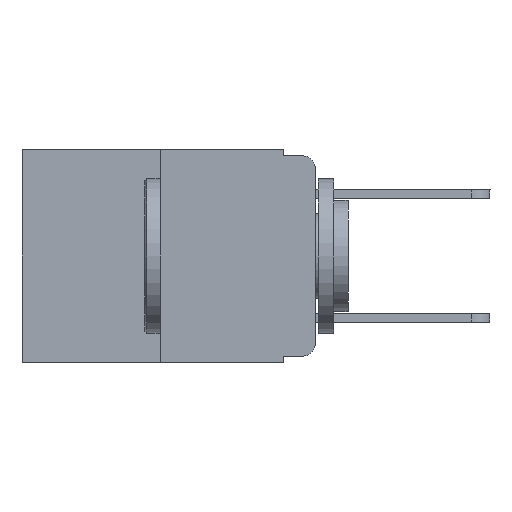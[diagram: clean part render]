
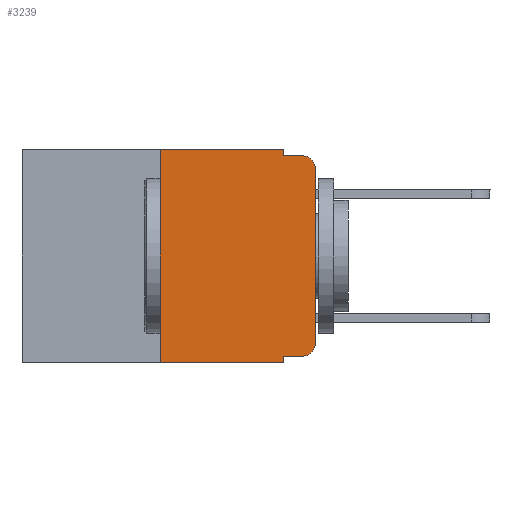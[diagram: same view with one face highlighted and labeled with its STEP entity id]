
A CAD part, left-side view. The second image highlights one B-rep face of the part: STEP entity #3239.
In plain terms, the highlighted planar face has unit normal (-1, 0, 0).
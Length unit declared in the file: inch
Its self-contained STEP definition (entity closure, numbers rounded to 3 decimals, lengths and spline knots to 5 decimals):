
#799 = CARTESIAN_POINT ( 'NONE',  ( 0., 0.02, -0.333 ) ) ;
#1544 = ORIENTED_EDGE ( 'NONE', *, *, #7326, .F. ) ;
#1923 = CARTESIAN_POINT ( 'NONE',  ( 0., 0.051, -0.01 ) ) ;
#2004 = DIRECTION ( 'NONE',  ( 0., 0., -1. ) ) ;
#2071 = LINE ( 'NONE', #14032, #9555 ) ;
#2370 = VERTEX_POINT ( 'NONE', #9722 ) ;
#2763 = LINE ( 'NONE', #6960, #22603 ) ;
#3239 = ADVANCED_FACE ( 'NONE', ( #18686 ), #19612, .F. ) ;
#3243 = DIRECTION ( 'NONE',  ( -1., 0., 0. ) ) ;
#4128 = ORIENTED_EDGE ( 'NONE', *, *, #18840, .T. ) ;
#4183 = LINE ( 'NONE', #4851, #14242 ) ;
#4274 = VERTEX_POINT ( 'NONE', #5126 ) ;
#4770 = VECTOR ( 'NONE', #18645, 39.37008 ) ;
#4817 = VERTEX_POINT ( 'NONE', #20977 ) ;
#4851 = CARTESIAN_POINT ( 'NONE',  ( 0., 0.051, -0.333 ) ) ;
#5126 = CARTESIAN_POINT ( 'NONE',  ( 0., 0.051, -0.01 ) ) ;
#5824 = CARTESIAN_POINT ( 'NONE',  ( 0., 0.051, 0. ) ) ;
#5983 = DIRECTION ( 'NONE',  ( -1., 0., 0. ) ) ;
#6163 = CARTESIAN_POINT ( 'NONE',  ( 0., 0.02, -0.03 ) ) ;
#6208 = ORIENTED_EDGE ( 'NONE', *, *, #15360, .F. ) ;
#6737 = CARTESIAN_POINT ( 'NONE',  ( 0., 0.25, -0.343 ) ) ;
#6913 = LINE ( 'NONE', #8922, #10500 ) ;
#6960 = CARTESIAN_POINT ( 'NONE',  ( 0., 0.051, 0. ) ) ;
#7088 = EDGE_CURVE ( 'NONE', #21660, #18652, #21641, .T. ) ;
#7326 = EDGE_CURVE ( 'NONE', #18652, #4274, #2763, .T. ) ;
#7328 = VERTEX_POINT ( 'NONE', #15049 ) ;
#8546 = ORIENTED_EDGE ( 'NONE', *, *, #12388, .F. ) ;
#8922 = CARTESIAN_POINT ( 'NONE',  ( 0., 0.473, -0.343 ) ) ;
#9066 = ORIENTED_EDGE ( 'NONE', *, *, #23205, .T. ) ;
#9105 = CARTESIAN_POINT ( 'NONE',  ( 0., 0.02, -0.01 ) ) ;
#9460 = EDGE_CURVE ( 'NONE', #12478, #16366, #6913, .T. ) ;
#9555 = VECTOR ( 'NONE', #16037, 39.37008 ) ;
#9722 = CARTESIAN_POINT ( 'NONE',  ( 0., 0.051, -0.333 ) ) ;
#10500 = VECTOR ( 'NONE', #25715, 39.37008 ) ;
#10650 = ORIENTED_EDGE ( 'NONE', *, *, #14708, .F. ) ;
#10744 = ORIENTED_EDGE ( 'NONE', *, *, #9460, .T. ) ;
#12080 = ORIENTED_EDGE ( 'NONE', *, *, #18833, .T. ) ;
#12108 = AXIS2_PLACEMENT_3D ( 'NONE', #23611, #13273, #15458 ) ;
#12388 = EDGE_CURVE ( 'NONE', #4274, #22744, #21001, .T. ) ;
#12478 = VERTEX_POINT ( 'NONE', #6737 ) ;
#13273 = DIRECTION ( 'NONE',  ( 1., 0., 0. ) ) ;
#13792 = VERTEX_POINT ( 'NONE', #799 ) ;
#14032 = CARTESIAN_POINT ( 'NONE',  ( 0., 0.25, 0. ) ) ;
#14242 = VECTOR ( 'NONE', #23575, 39.37008 ) ;
#14708 = EDGE_CURVE ( 'NONE', #12478, #21660, #2071, .T. ) ;
#15049 = CARTESIAN_POINT ( 'NONE',  ( 0., 0., -0.03 ) ) ;
#15052 = CARTESIAN_POINT ( 'NONE',  ( 0., 0.051, 0. ) ) ;
#15302 = CARTESIAN_POINT ( 'NONE',  ( 0., 0.051, -0.343 ) ) ;
#15360 = EDGE_CURVE ( 'NONE', #2370, #16366, #26075, .T. ) ;
#15458 = DIRECTION ( 'NONE',  ( 0., 0., -1. ) ) ;
#15849 = AXIS2_PLACEMENT_3D ( 'NONE', #17789, #3243, #17882 ) ;
#16037 = DIRECTION ( 'NONE',  ( 0., 0., 1. ) ) ;
#16074 = CARTESIAN_POINT ( 'NONE',  ( 0., 0.473, 0. ) ) ;
#16366 = VERTEX_POINT ( 'NONE', #15302 ) ;
#17511 = CARTESIAN_POINT ( 'NONE',  ( 0., 0., 0. ) ) ;
#17789 = CARTESIAN_POINT ( 'NONE',  ( 0., 0.02, -0.313 ) ) ;
#17882 = DIRECTION ( 'NONE',  ( 0., 0., -1. ) ) ;
#17960 = ORIENTED_EDGE ( 'NONE', *, *, #18450, .T. ) ;
#18086 = CARTESIAN_POINT ( 'NONE',  ( 0., 0.25, 0. ) ) ;
#18301 = VECTOR ( 'NONE', #2004, 39.37008 ) ;
#18450 = EDGE_CURVE ( 'NONE', #7328, #22744, #18454, .T. ) ;
#18454 = CIRCLE ( 'NONE', #22618, 0.02 ) ;
#18645 = DIRECTION ( 'NONE',  ( 0., -1., 0. ) ) ;
#18652 = VERTEX_POINT ( 'NONE', #15052 ) ;
#18686 = FACE_OUTER_BOUND ( 'NONE', #19806, .T. ) ;
#18833 = EDGE_CURVE ( 'NONE', #4817, #7328, #25546, .T. ) ;
#18840 = EDGE_CURVE ( 'NONE', #13792, #4817, #24589, .T. ) ;
#19612 = PLANE ( 'NONE',  #12108 ) ;
#19806 = EDGE_LOOP ( 'NONE', ( #12080, #17960, #8546, #1544, #19899, #10650, #10744, #6208, #9066, #4128 ) ) ;
#19899 = ORIENTED_EDGE ( 'NONE', *, *, #7088, .F. ) ;
#20042 = VECTOR ( 'NONE', #25853, 39.37008 ) ;
#20689 = DIRECTION ( 'NONE',  ( 0., 0., -1. ) ) ;
#20977 = CARTESIAN_POINT ( 'NONE',  ( 0., 0., -0.313 ) ) ;
#21001 = LINE ( 'NONE', #1923, #4770 ) ;
#21641 = LINE ( 'NONE', #16074, #25200 ) ;
#21660 = VERTEX_POINT ( 'NONE', #18086 ) ;
#22603 = VECTOR ( 'NONE', #23594, 39.37008 ) ;
#22618 = AXIS2_PLACEMENT_3D ( 'NONE', #6163, #5983, #20689 ) ;
#22744 = VERTEX_POINT ( 'NONE', #9105 ) ;
#23205 = EDGE_CURVE ( 'NONE', #2370, #13792, #4183, .T. ) ;
#23575 = DIRECTION ( 'NONE',  ( 0., -1., 0. ) ) ;
#23594 = DIRECTION ( 'NONE',  ( 0., 0., -1. ) ) ;
#23611 = CARTESIAN_POINT ( 'NONE',  ( 0., 0.473, 0. ) ) ;
#24589 = CIRCLE ( 'NONE', #15849, 0.02 ) ;
#25200 = VECTOR ( 'NONE', #26782, 39.37008 ) ;
#25546 = LINE ( 'NONE', #17511, #20042 ) ;
#25715 = DIRECTION ( 'NONE',  ( 0., -1., 0. ) ) ;
#25853 = DIRECTION ( 'NONE',  ( 0., 0., 1. ) ) ;
#26075 = LINE ( 'NONE', #5824, #18301 ) ;
#26782 = DIRECTION ( 'NONE',  ( 0., -1., 0. ) ) ;
